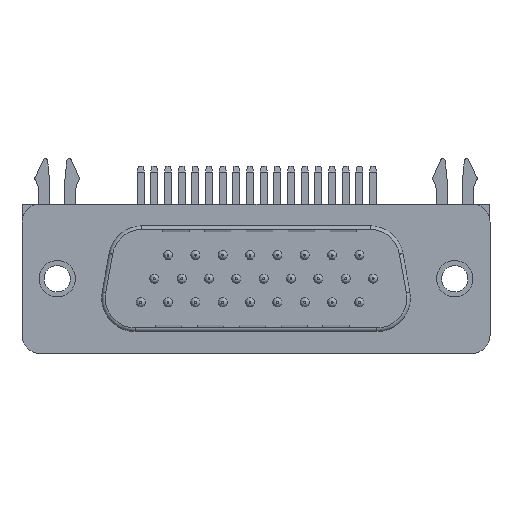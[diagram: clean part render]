
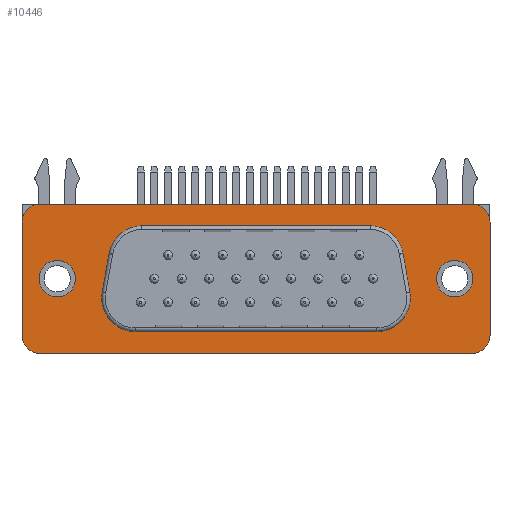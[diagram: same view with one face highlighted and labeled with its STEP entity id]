
A CAD part, front view. The second image highlights one B-rep face of the part: STEP entity #10446.
In plain terms, the highlighted planar face has unit normal (0, -1, 0).
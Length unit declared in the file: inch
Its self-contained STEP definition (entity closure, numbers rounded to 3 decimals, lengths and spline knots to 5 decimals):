
#91=FACE_BOUND('',#1646,.T.);
#92=FACE_BOUND('',#1647,.T.);
#93=FACE_BOUND('',#1648,.T.);
#451=PLANE('',#11221);
#977=FACE_OUTER_BOUND('',#1645,.T.);
#1645=EDGE_LOOP('',(#8483,#8484,#8485,#8486,#8487,#8488,#8489,#8490));
#1646=EDGE_LOOP('',(#8491));
#1647=EDGE_LOOP('',(#8492));
#1648=EDGE_LOOP('',(#8493,#8494,#8495,#8496,#8497,#8498,#8499,#8500));
#2607=LINE('',#16962,#3720);
#2609=LINE('',#16967,#3722);
#2610=LINE('',#16971,#3723);
#2611=LINE('',#16975,#3724);
#2612=LINE('',#16979,#3725);
#2613=LINE('',#16986,#3726);
#2614=LINE('',#16990,#3727);
#2615=LINE('',#16994,#3728);
#3720=VECTOR('',#13326,0.12993);
#3722=VECTOR('',#13330,0.37402);
#3723=VECTOR('',#13333,1.4252);
#3724=VECTOR('',#13336,0.37402);
#3725=VECTOR('',#13339,1.4252);
#3726=VECTOR('',#13346,0.79724);
#3727=VECTOR('',#13349,0.12993);
#3728=VECTOR('',#13352,0.75212);
#4305=CIRCLE('',#11219,0.11024);
#4306=CIRCLE('',#11222,0.05906);
#4307=CIRCLE('',#11223,0.05906);
#4308=CIRCLE('',#11224,0.05906);
#4309=CIRCLE('',#11225,0.05906);
#4310=CIRCLE('',#11226,0.06004);
#4311=CIRCLE('',#11227,0.06004);
#4312=CIRCLE('',#11228,0.11024);
#4313=CIRCLE('',#11229,0.11024);
#4314=CIRCLE('',#11230,0.11024);
#4995=VERTEX_POINT('',#16955);
#4996=VERTEX_POINT('',#16957);
#4997=VERTEX_POINT('',#16961);
#4998=VERTEX_POINT('',#16965);
#4999=VERTEX_POINT('',#16966);
#5000=VERTEX_POINT('',#16968);
#5001=VERTEX_POINT('',#16970);
#5002=VERTEX_POINT('',#16972);
#5003=VERTEX_POINT('',#16974);
#5004=VERTEX_POINT('',#16976);
#5005=VERTEX_POINT('',#16978);
#5006=VERTEX_POINT('',#16981);
#5007=VERTEX_POINT('',#16983);
#5008=VERTEX_POINT('',#16985);
#5009=VERTEX_POINT('',#16987);
#5010=VERTEX_POINT('',#16989);
#5011=VERTEX_POINT('',#16991);
#5012=VERTEX_POINT('',#16993);
#6220=EDGE_CURVE('',#4995,#4996,#4305,.T.);
#6221=EDGE_CURVE('',#4997,#4995,#2607,.T.);
#6223=EDGE_CURVE('',#4998,#4999,#2609,.T.);
#6224=EDGE_CURVE('',#4999,#5000,#4306,.T.);
#6225=EDGE_CURVE('',#5000,#5001,#2610,.T.);
#6226=EDGE_CURVE('',#5001,#5002,#4307,.T.);
#6227=EDGE_CURVE('',#5003,#5002,#2611,.T.);
#6228=EDGE_CURVE('',#5003,#5004,#4308,.T.);
#6229=EDGE_CURVE('',#5005,#5004,#2612,.T.);
#6230=EDGE_CURVE('',#5005,#4998,#4309,.T.);
#6231=EDGE_CURVE('',#5006,#5006,#4310,.T.);
#6232=EDGE_CURVE('',#5007,#5007,#4311,.T.);
#6233=EDGE_CURVE('',#4996,#5008,#2613,.T.);
#6234=EDGE_CURVE('',#5008,#5009,#4312,.T.);
#6235=EDGE_CURVE('',#5009,#5010,#2614,.T.);
#6236=EDGE_CURVE('',#5010,#5011,#4313,.T.);
#6237=EDGE_CURVE('',#5011,#5012,#2615,.T.);
#6238=EDGE_CURVE('',#5012,#4997,#4314,.T.);
#8483=ORIENTED_EDGE('',*,*,#6223,.T.);
#8484=ORIENTED_EDGE('',*,*,#6224,.T.);
#8485=ORIENTED_EDGE('',*,*,#6225,.T.);
#8486=ORIENTED_EDGE('',*,*,#6226,.T.);
#8487=ORIENTED_EDGE('',*,*,#6227,.F.);
#8488=ORIENTED_EDGE('',*,*,#6228,.T.);
#8489=ORIENTED_EDGE('',*,*,#6229,.F.);
#8490=ORIENTED_EDGE('',*,*,#6230,.T.);
#8491=ORIENTED_EDGE('',*,*,#6231,.T.);
#8492=ORIENTED_EDGE('',*,*,#6232,.T.);
#8493=ORIENTED_EDGE('',*,*,#6220,.T.);
#8494=ORIENTED_EDGE('',*,*,#6233,.T.);
#8495=ORIENTED_EDGE('',*,*,#6234,.T.);
#8496=ORIENTED_EDGE('',*,*,#6235,.T.);
#8497=ORIENTED_EDGE('',*,*,#6236,.T.);
#8498=ORIENTED_EDGE('',*,*,#6237,.T.);
#8499=ORIENTED_EDGE('',*,*,#6238,.T.);
#8500=ORIENTED_EDGE('',*,*,#6221,.T.);
#10446=ADVANCED_FACE('',(#977,#91,#92,#93),#451,.T.);
#11219=AXIS2_PLACEMENT_3D('',#16959,#13322,#13323);
#11221=AXIS2_PLACEMENT_3D('',#16964,#13328,#13329);
#11222=AXIS2_PLACEMENT_3D('',#16969,#13331,#13332);
#11223=AXIS2_PLACEMENT_3D('',#16973,#13334,#13335);
#11224=AXIS2_PLACEMENT_3D('',#16977,#13337,#13338);
#11225=AXIS2_PLACEMENT_3D('',#16980,#13340,#13341);
#11226=AXIS2_PLACEMENT_3D('',#16982,#13342,#13343);
#11227=AXIS2_PLACEMENT_3D('',#16984,#13344,#13345);
#11228=AXIS2_PLACEMENT_3D('',#16988,#13347,#13348);
#11229=AXIS2_PLACEMENT_3D('',#16992,#13350,#13351);
#11230=AXIS2_PLACEMENT_3D('',#16995,#13353,#13354);
#13322=DIRECTION('center_axis',(0.,1.,0.));
#13323=DIRECTION('ref_axis',(0.985,0.,0.174));
#13326=DIRECTION('',(0.174,0.,-0.985));
#13328=DIRECTION('center_axis',(0.,-1.,0.));
#13329=DIRECTION('ref_axis',(0.,0.,1.));
#13330=DIRECTION('',(0.,0.,1.));
#13331=DIRECTION('center_axis',(0.,-1.,0.));
#13332=DIRECTION('ref_axis',(1.,0.,0.));
#13333=DIRECTION('',(-1.,0.,0.));
#13334=DIRECTION('center_axis',(0.,-1.,0.));
#13335=DIRECTION('ref_axis',(0.,0.,1.));
#13336=DIRECTION('',(0.,0.,1.));
#13337=DIRECTION('center_axis',(0.,-1.,0.));
#13338=DIRECTION('ref_axis',(-1.,0.,0.));
#13339=DIRECTION('',(-1.,0.,0.));
#13340=DIRECTION('center_axis',(0.,-1.,0.));
#13341=DIRECTION('ref_axis',(0.,0.,-1.));
#13342=DIRECTION('center_axis',(0.,1.,0.));
#13343=DIRECTION('ref_axis',(0.,0.,1.));
#13344=DIRECTION('center_axis',(0.,1.,0.));
#13345=DIRECTION('ref_axis',(0.,0.,1.));
#13346=DIRECTION('',(-1.,0.,0.));
#13347=DIRECTION('center_axis',(0.,1.,0.));
#13348=DIRECTION('ref_axis',(0.,0.,-1.));
#13349=DIRECTION('',(0.174,0.,0.985));
#13350=DIRECTION('center_axis',(0.,1.,0.));
#13351=DIRECTION('ref_axis',(-0.985,0.,0.174));
#13352=DIRECTION('',(1.,0.,0.));
#13353=DIRECTION('center_axis',(0.,1.,0.));
#13354=DIRECTION('ref_axis',(0.,0.,1.));
#16955=CARTESIAN_POINT('',(0.85898,-0.20472,-0.30244));
#16957=CARTESIAN_POINT('',(0.75041,-0.20472,-0.43181));
#16959=CARTESIAN_POINT('Origin',(0.75041,-0.20472,-0.32158));
#16961=CARTESIAN_POINT('',(0.83641,-0.20472,-0.17448));
#16962=CARTESIAN_POINT('',(0.83641,-0.20472,-0.17448));
#16964=CARTESIAN_POINT('Origin',(0.35179,-0.20472,-0.2576));
#16965=CARTESIAN_POINT('',(1.12345,-0.20472,-0.44461));
#16966=CARTESIAN_POINT('',(1.12345,-0.20472,-0.07059));
#16967=CARTESIAN_POINT('',(1.12345,-0.20472,-0.44461));
#16968=CARTESIAN_POINT('',(1.06439,-0.20472,-0.01154));
#16969=CARTESIAN_POINT('Origin',(1.06439,-0.20472,-0.07059));
#16970=CARTESIAN_POINT('',(-0.36081,-0.20472,-0.01154));
#16971=CARTESIAN_POINT('',(1.06439,-0.20472,-0.01154));
#16972=CARTESIAN_POINT('',(-0.41986,-0.20472,-0.07059));
#16973=CARTESIAN_POINT('Origin',(-0.36081,-0.20472,
-0.07059));
#16974=CARTESIAN_POINT('',(-0.41986,-0.20472,-0.44461));
#16975=CARTESIAN_POINT('',(-0.41986,-0.20472,-0.44461));
#16976=CARTESIAN_POINT('',(-0.36081,-0.20472,-0.50366));
#16977=CARTESIAN_POINT('Origin',(-0.36081,-0.20472,
-0.44461));
#16978=CARTESIAN_POINT('',(1.06439,-0.20472,-0.50366));
#16979=CARTESIAN_POINT('',(1.06439,-0.20472,-0.50366));
#16980=CARTESIAN_POINT('Origin',(1.06439,-0.20472,-0.44461));
#16981=CARTESIAN_POINT('',(1.0073,-0.20472,-0.19756));
#16982=CARTESIAN_POINT('Origin',(1.0073,-0.20472,-0.2576));
#16983=CARTESIAN_POINT('',(-0.30372,-0.20472,-0.19756));
#16984=CARTESIAN_POINT('Origin',(-0.30372,-0.20472,
-0.2576));
#16985=CARTESIAN_POINT('',(-0.04683,-0.20472,-0.43181));
#16986=CARTESIAN_POINT('',(0.75041,-0.20472,-0.43181));
#16987=CARTESIAN_POINT('',(-0.15539,-0.20472,-0.30244));
#16988=CARTESIAN_POINT('Origin',(-0.04683,-0.20472,
-0.32158));
#16989=CARTESIAN_POINT('',(-0.13283,-0.20472,-0.17448));
#16990=CARTESIAN_POINT('',(-0.15539,-0.20472,-0.30244));
#16991=CARTESIAN_POINT('',(-0.02427,-0.20472,-0.08339));
#16992=CARTESIAN_POINT('Origin',(-0.02427,-0.20472,
-0.19363));
#16993=CARTESIAN_POINT('',(0.72785,-0.20472,-0.08339));
#16994=CARTESIAN_POINT('',(-0.02427,-0.20472,-0.08339));
#16995=CARTESIAN_POINT('Origin',(0.72785,-0.20472,-0.19363));
